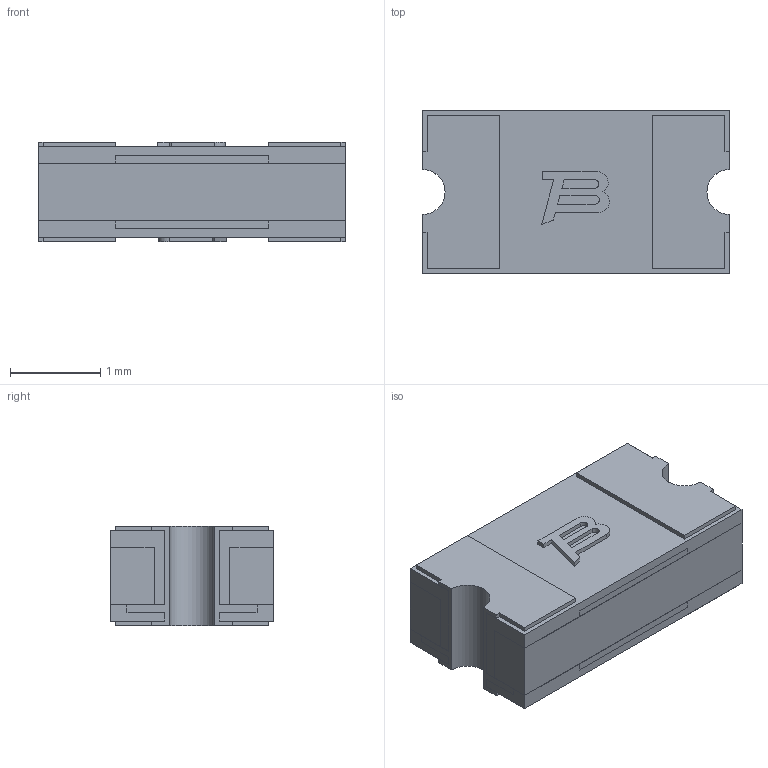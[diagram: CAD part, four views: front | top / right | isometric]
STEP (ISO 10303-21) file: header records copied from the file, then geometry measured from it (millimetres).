
FILE_DESCRIPTION(('STEP AP214'), '1');
FILE_NAME('MF-xSMF', '2019-04-14T15:36:53', ('Nobody'), (''), 'ASCON STEP Converter 1.3', 'ASCON Math Kernel', '');
FILE_SCHEMA(('AUTOMOTIVE_DESIGN { 1 0 10303 214 3 1 1}'));
Length unit declared in the file: millimetre
Bounding box: 3.4 x 1.8 x 1.1 mm (x, y, z)
Volume: 6.2 mm3; surface area: 87.2 mm2
Topology: 7 solids, 7 shells, 176 faces, 494 edges, 334 vertices
Faces by surface type: plane 152, cylinder 24
Entity records: 7109 total; most frequent: CARTESIAN_POINT 995, ORIENTED_EDGE 972, DIRECTION 900, EDGE_CURVE 486, LINE 442, VECTOR 442, VERTEX_POINT 324, AXIS2_PLACEMENT_3D 229
